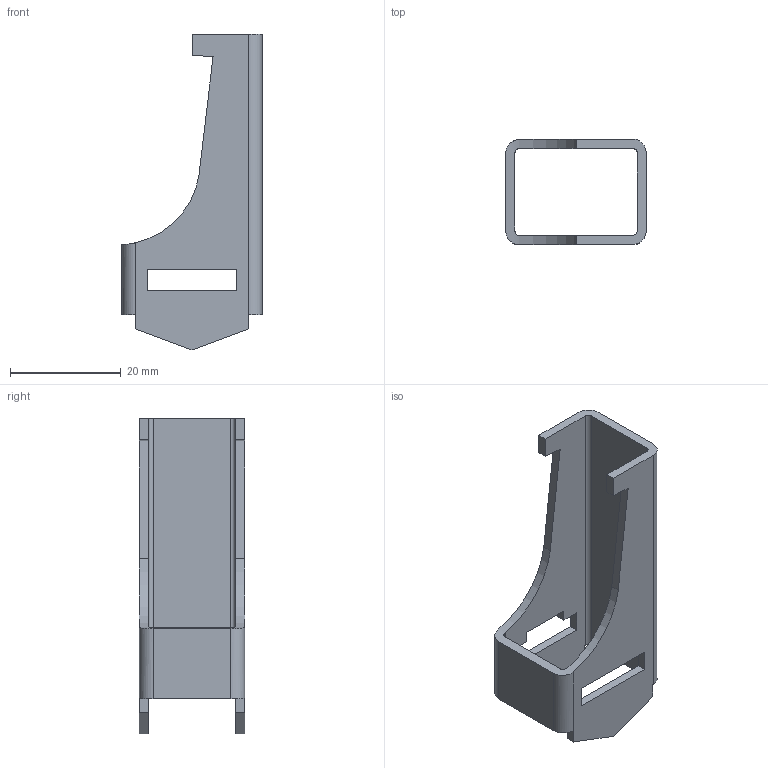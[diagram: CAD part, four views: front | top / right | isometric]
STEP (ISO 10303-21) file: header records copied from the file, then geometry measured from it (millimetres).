
FILE_DESCRIPTION(('FreeCAD Model'),'2;1');
FILE_NAME('support.STEP','2017-11-08T17:29:05',('FreeCAD'),('FreeCAD'), 'Open CASCADE STEP processor 6.8','FreeCAD','Unknown');
FILE_SCHEMA(('AUTOMOTIVE_DESIGN_CC2 { 1 2 10303 214 -1 1 5 4 }'));
Length unit declared in the file: millimetre
Products named in the file (1): Open CASCADE STEP translator 6.8 7
Bounding box: 25.4 x 19.05 x 57.15 mm (x, y, z)
Volume: 4143.4 mm3; surface area: 5563.7 mm2
Topology: 1 solids, 1 shells, 46 faces, 138 edges, 92 vertices
Faces by surface type: plane 37, cylinder 9
Entity records: 3663 total; most frequent: CARTESIAN_POINT 991, DIRECTION 465, LINE 334, VECTOR 334, ORIENTED_EDGE 276, PCURVE 276, DEFINITIONAL_REPRESENTATION 276, EDGE_CURVE 138
